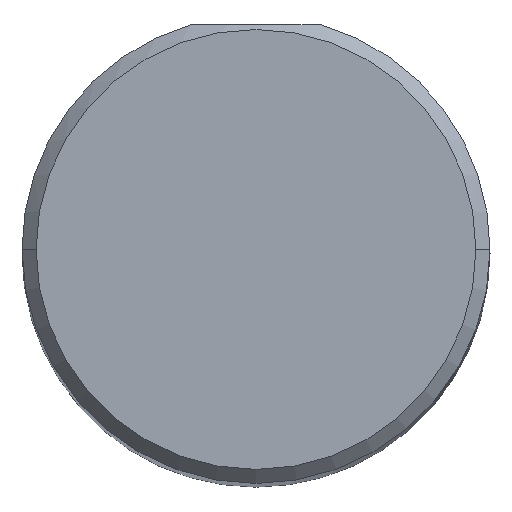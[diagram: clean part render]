
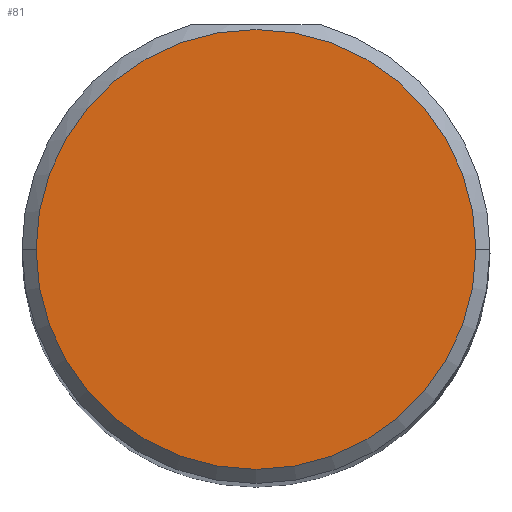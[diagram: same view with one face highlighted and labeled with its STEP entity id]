
A CAD part, top view. The second image highlights one B-rep face of the part: STEP entity #81.
In plain terms, the highlighted planar face has unit normal (0, 0, 1).
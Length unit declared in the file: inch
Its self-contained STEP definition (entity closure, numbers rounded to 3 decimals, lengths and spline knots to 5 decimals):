
#16 = CARTESIAN_POINT ( 'NONE',  ( 0., 0., 3. ) ) ;
#81 = ADVANCED_FACE ( 'NONE', ( #357 ), #266, .T. ) ;
#102 = ORIENTED_EDGE ( 'NONE', *, *, #410, .T. ) ;
#135 = CARTESIAN_POINT ( 'NONE',  ( 0., 0., 3. ) ) ;
#185 = CARTESIAN_POINT ( 'NONE',  ( 0., 0., 3. ) ) ;
#201 = DIRECTION ( 'NONE',  ( 0., 0., 1. ) ) ;
#202 = DIRECTION ( 'NONE',  ( 1., 0., 0. ) ) ;
#222 = CARTESIAN_POINT ( 'NONE',  ( -0.235, 0., 3. ) ) ;
#238 = DIRECTION ( 'NONE',  ( 1., 0., 0. ) ) ;
#244 = CIRCLE ( 'NONE', #408, 0.235 ) ;
#266 = PLANE ( 'NONE',  #686 ) ;
#310 = CARTESIAN_POINT ( 'NONE',  ( 0.235, 0., 3. ) ) ;
#312 = DIRECTION ( 'NONE',  ( 1., 0., 0. ) ) ;
#342 = AXIS2_PLACEMENT_3D ( 'NONE', #185, #405, #238 ) ;
#357 = FACE_OUTER_BOUND ( 'NONE', #520, .T. ) ;
#396 = ORIENTED_EDGE ( 'NONE', *, *, #547, .T. ) ;
#405 = DIRECTION ( 'NONE',  ( 0., 0., 1. ) ) ;
#408 = AXIS2_PLACEMENT_3D ( 'NONE', #16, #548, #202 ) ;
#410 = EDGE_CURVE ( 'NONE', #574, #640, #576, .T. ) ;
#520 = EDGE_LOOP ( 'NONE', ( #396, #102 ) ) ;
#547 = EDGE_CURVE ( 'NONE', #640, #574, #244, .T. ) ;
#548 = DIRECTION ( 'NONE',  ( 0., 0., 1. ) ) ;
#574 = VERTEX_POINT ( 'NONE', #310 ) ;
#576 = CIRCLE ( 'NONE', #342, 0.235 ) ;
#640 = VERTEX_POINT ( 'NONE', #222 ) ;
#686 = AXIS2_PLACEMENT_3D ( 'NONE', #135, #201, #312 ) ;
